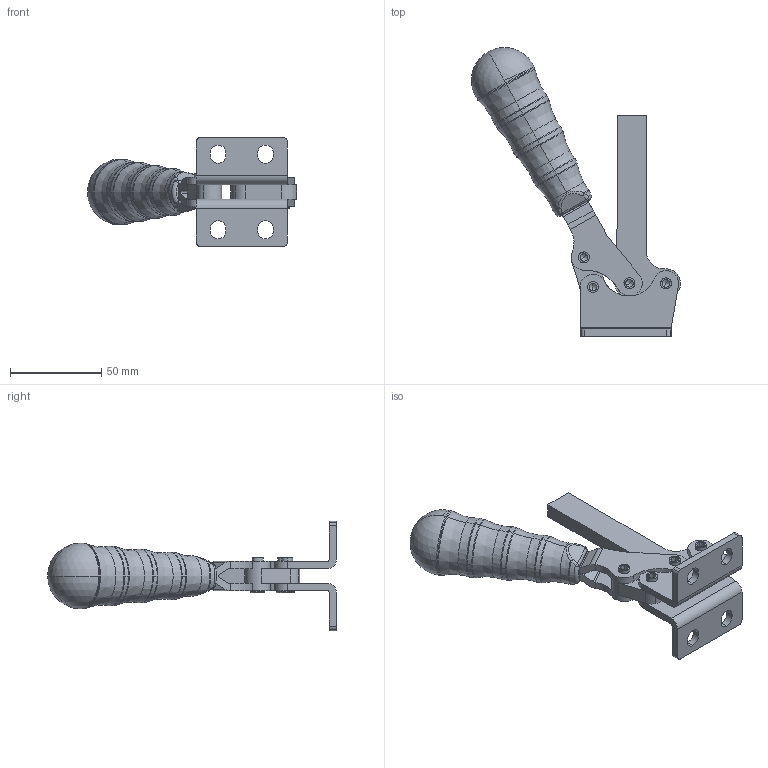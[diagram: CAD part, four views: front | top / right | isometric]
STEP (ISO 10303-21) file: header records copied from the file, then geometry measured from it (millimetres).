
FILE_DESCRIPTION((''),'2;1');
FILE_NAME('124F.0-opened.stp','2005-09-27T15:50:23',('Kysilko'),(''),'Autodesk Inventor 8','Autodesk Inventor 8','');
FILE_SCHEMA(('AUTOMOTIVE_DESIGN { 1 0 10303 214 1 1 1 1 }'));
Length unit declared in the file: millimetre
Products named in the file (1): Part22
Bounding box: 114.62 x 158.34 x 60 mm (x, y, z)
Volume: 107481.4 mm3; surface area: 36440.8 mm2
Topology: 1 solids, 5 shells, 873 faces, 2350 edges, 1341 vertices
Faces by surface type: plane 339, cone 314, bspline 124, cylinder 74, sphere 14, torus 8
Entity records: 30376 total; most frequent: CARTESIAN_POINT 9741, ORIENTED_EDGE 4672, DIRECTION 4248, EDGE_CURVE 2336, AXIS2_PLACEMENT_3D 1752, VERTEX_POINT 1341, EDGE_LOOP 1047, CIRCLE 1002
